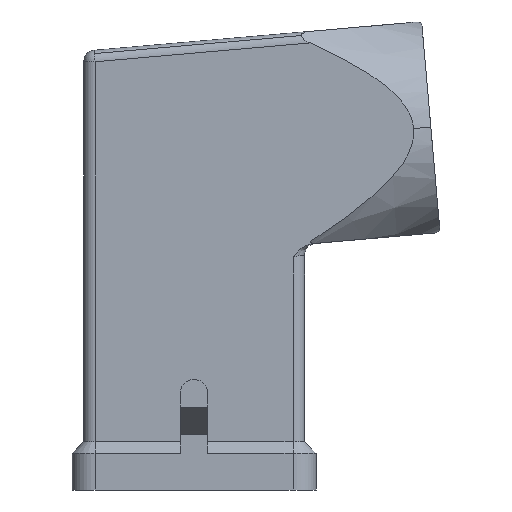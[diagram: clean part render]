
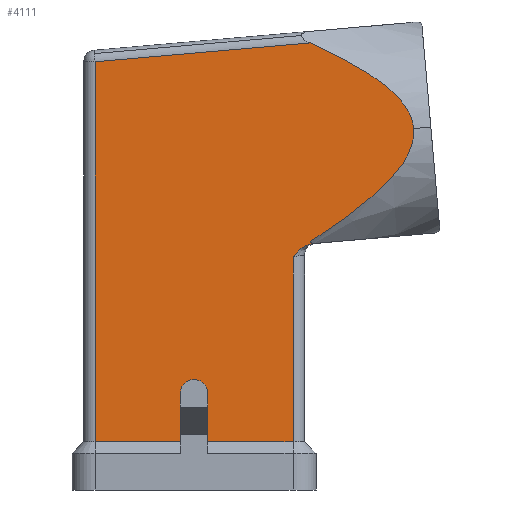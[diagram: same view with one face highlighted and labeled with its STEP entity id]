
A CAD part, front view. The second image highlights one B-rep face of the part: STEP entity #4111.
In plain terms, the highlighted planar face has unit normal (0, -1, 0).
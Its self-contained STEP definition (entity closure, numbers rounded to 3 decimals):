
#227=CARTESIAN_POINT('',(23.855,-12.,39.263));
#228=VERTEX_POINT('',#227);
#295=CARTESIAN_POINT('',(12.611,-12.,48.568));
#296=VERTEX_POINT('',#295);
#310=CARTESIAN_POINT('',(23.855,-12.,39.263));
#311=CARTESIAN_POINT('',(23.469,-12.,43.674));
#312=CARTESIAN_POINT('',(12.611,-12.,48.568));
#320=(BOUNDED_CURVE()B_SPLINE_CURVE(2,(#310,#311,#312),.UNSPECIFIED.,.F.,.U.)B_SPLINE_CURVE_WITH_KNOTS((3,3),(1.969,3.654),.UNSPECIFIED.)CURVE()GEOMETRIC_REPRESENTATION_ITEM()RATIONAL_B_SPLINE_CURVE((1.228,1.228,1.061))REPRESENTATION_ITEM(''));
#321=EDGE_CURVE('',#228,#296,#320,.T.);
#2802=CARTESIAN_POINT('',(-1.5,-12.,9.5));
#2803=VERTEX_POINT('',#2802);
#2804=CARTESIAN_POINT('',(1.5,-12.,9.5));
#2805=VERTEX_POINT('',#2804);
#2806=CARTESIAN_POINT('',(0.0,-12.,9.5));
#2807=DIRECTION('',(0.0,1.0,0.0));
#2808=DIRECTION('',(1.0,0.0,0.0));
#2809=AXIS2_PLACEMENT_3D('',#2806,#2807,#2808);
#2810=CIRCLE('',#2809,1.5);
#2811=EDGE_CURVE('',#2803,#2805,#2810,.T.);
#2876=CARTESIAN_POINT('',(1.5,-12.,5.25));
#2877=VERTEX_POINT('',#2876);
#2884=CARTESIAN_POINT('',(1.5,-12.,9.5));
#2885=DIRECTION('',(0.0,0.0,-1.0));
#2886=VECTOR('',#2885,4.25);
#2887=LINE('',#2884,#2886);
#2888=EDGE_CURVE('',#2805,#2877,#2887,.T.);
#2942=CARTESIAN_POINT('',(-1.5,-12.,5.25));
#2943=VERTEX_POINT('',#2942);
#2944=CARTESIAN_POINT('',(-1.5,-12.,5.25));
#2945=DIRECTION('',(0.0,0.0,1.0));
#2946=VECTOR('',#2945,4.25);
#2947=LINE('',#2944,#2946);
#2948=EDGE_CURVE('',#2943,#2803,#2947,.T.);
#3001=CARTESIAN_POINT('',(-10.75,-12.,5.25));
#3002=VERTEX_POINT('',#3001);
#3003=CARTESIAN_POINT('',(-1.5,-12.,5.25));
#3004=DIRECTION('',(-1.0,0.0,0.0));
#3005=VECTOR('',#3004,9.25);
#3006=LINE('',#3003,#3005);
#3007=EDGE_CURVE('',#2943,#3002,#3006,.T.);
#3040=CARTESIAN_POINT('',(10.75,-12.,5.25));
#3041=VERTEX_POINT('',#3040);
#3048=CARTESIAN_POINT('',(10.75,-12.,5.25));
#3049=DIRECTION('',(-1.0,0.0,0.0));
#3050=VECTOR('',#3049,9.25);
#3051=LINE('',#3048,#3050);
#3052=EDGE_CURVE('',#3041,#2877,#3051,.T.);
#4023=CARTESIAN_POINT('',(-10.75,-12.,46.525));
#4024=VERTEX_POINT('',#4023);
#4025=CARTESIAN_POINT('',(-10.75,-12.,5.25));
#4026=DIRECTION('',(0.0,0.0,1.0));
#4027=VECTOR('',#4026,41.275);
#4028=LINE('',#4025,#4027);
#4029=EDGE_CURVE('',#3002,#4024,#4028,.T.);
#4047=CARTESIAN_POINT('',(10.75,-12.,0.0));
#4048=DIRECTION('',(0.0,-1.0,0.0));
#4049=DIRECTION('',(0.0,0.0,-1.0));
#4050=AXIS2_PLACEMENT_3D('',#4047,#4048,#4049);
#4051=PLANE('',#4050);
#4052=ORIENTED_EDGE('',*,*,#2811,.T.);
#4053=ORIENTED_EDGE('',*,*,#2888,.T.);
#4054=ORIENTED_EDGE('',*,*,#3052,.F.);
#4055=CARTESIAN_POINT('',(10.75,-12.,25.318));
#4056=VERTEX_POINT('',#4055);
#4057=CARTESIAN_POINT('',(10.75,-12.,5.25));
#4058=DIRECTION('',(0.0,0.0,1.0));
#4059=VECTOR('',#4058,20.068);
#4060=LINE('',#4057,#4059);
#4061=EDGE_CURVE('',#3041,#4056,#4060,.T.);
#4062=ORIENTED_EDGE('',*,*,#4061,.T.);
#4063=CARTESIAN_POINT('',(12.718,-12.,26.742));
#4064=VERTEX_POINT('',#4063);
#4065=CARTESIAN_POINT('',(12.718,-12.,26.742));
#4066=CARTESIAN_POINT('',(12.544,-12.,26.718));
#4067=CARTESIAN_POINT('',(12.355,-12.,26.664));
#4068=CARTESIAN_POINT('',(11.872,-12.,26.435));
#4069=CARTESIAN_POINT('',(11.631,-12.,26.246));
#4070=CARTESIAN_POINT('',(11.187,-12.,25.834));
#4071=CARTESIAN_POINT('',(10.97,-12.,25.578));
#4072=CARTESIAN_POINT('',(10.753,-12.,25.322));
#4073=CARTESIAN_POINT('',(10.752,-12.,25.32));
#4074=CARTESIAN_POINT('',(10.75,-12.,25.318));
#4075=B_SPLINE_CURVE_WITH_KNOTS('',3,(#4065,#4066,#4067,#4068,#4069,#4070,#4071,#4072,#4073,#4074),.UNSPECIFIED.,.F.,.U.,(4,2,2,2,4),(0.009,0.06,0.132,0.22,0.221),.UNSPECIFIED.);
#4076=EDGE_CURVE('',#4064,#4056,#4075,.T.);
#4077=ORIENTED_EDGE('',*,*,#4076,.F.);
#4078=CARTESIAN_POINT('',(12.694,-12.,27.013));
#4079=VERTEX_POINT('',#4078);
#4080=CARTESIAN_POINT('',(12.718,-12.,26.742));
#4081=DIRECTION('',(-0.087,0.0,0.996));
#4082=VECTOR('',#4081,0.272);
#4083=LINE('',#4080,#4082);
#4084=EDGE_CURVE('',#4064,#4079,#4083,.T.);
#4085=ORIENTED_EDGE('',*,*,#4084,.T.);
#4086=CARTESIAN_POINT('',(12.694,-12.,27.013));
#4087=CARTESIAN_POINT('',(24.268,-12.,34.542));
#4088=CARTESIAN_POINT('',(23.855,-12.,39.263));
#4096=(BOUNDED_CURVE()B_SPLINE_CURVE(2,(#4086,#4087,#4088),.UNSPECIFIED.,.F.,.U.)B_SPLINE_CURVE_WITH_KNOTS((3,3),(0.165,1.969),.UNSPECIFIED.)CURVE()GEOMETRIC_REPRESENTATION_ITEM()RATIONAL_B_SPLINE_CURVE((1.037,1.228,1.228))REPRESENTATION_ITEM(''));
#4097=EDGE_CURVE('',#4079,#228,#4096,.T.);
#4098=ORIENTED_EDGE('',*,*,#4097,.T.);
#4099=ORIENTED_EDGE('',*,*,#321,.T.);
#4100=CARTESIAN_POINT('',(-10.75,-12.,46.525));
#4101=DIRECTION('',(0.996,0.,0.087));
#4102=VECTOR('',#4101,23.45);
#4103=LINE('',#4100,#4102);
#4104=EDGE_CURVE('',#4024,#296,#4103,.T.);
#4105=ORIENTED_EDGE('',*,*,#4104,.F.);
#4106=ORIENTED_EDGE('',*,*,#4029,.F.);
#4107=ORIENTED_EDGE('',*,*,#3007,.F.);
#4108=ORIENTED_EDGE('',*,*,#2948,.T.);
#4109=EDGE_LOOP('',(#4052,#4053,#4054,#4062,#4077,#4085,#4098,#4099,#4105,#4106,#4107,#4108));
#4110=FACE_OUTER_BOUND('',#4109,.T.);
#4111=ADVANCED_FACE('',(#4110),#4051,.T.);
